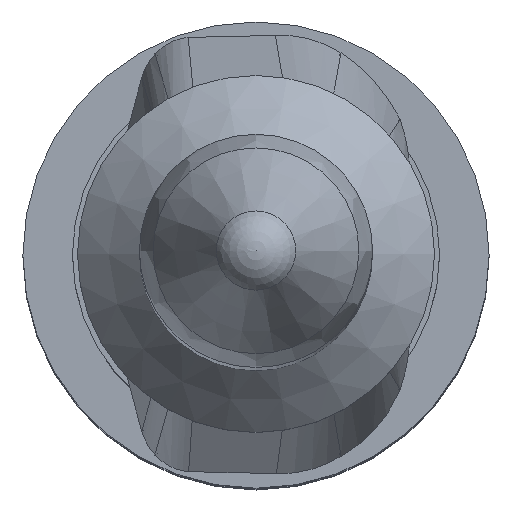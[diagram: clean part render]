
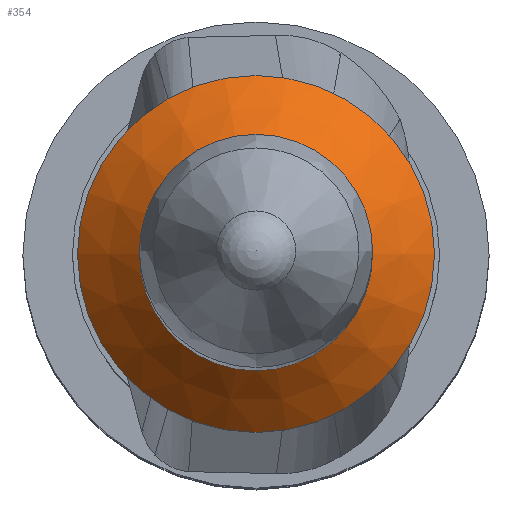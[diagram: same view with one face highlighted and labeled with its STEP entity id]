
A CAD part, top view. The second image highlights one B-rep face of the part: STEP entity #354.
In plain terms, the highlighted conical face has half-angle 45 degrees and reference radius 1.012 mm.
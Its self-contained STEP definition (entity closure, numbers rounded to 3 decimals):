
#121=CONICAL_SURFACE('',#1191,1.013,45.);
#354=ADVANCED_FACE('',(#404,#405),#121,.T.);
#404=FACE_BOUND('',#499,.T.);
#405=FACE_BOUND('',#500,.T.);
#499=EDGE_LOOP('',(#770));
#500=EDGE_LOOP('',(#771));
#770=ORIENTED_EDGE('',*,*,#1087,.T.);
#771=ORIENTED_EDGE('',*,*,#1088,.T.);
#932=VERTEX_POINT('',#2328);
#933=VERTEX_POINT('',#2331);
#1087=EDGE_CURVE('',#932,#932,#1111,.T.);
#1088=EDGE_CURVE('',#933,#933,#1112,.T.);
#1111=CIRCLE('',#1188,0.8);
#1112=CIRCLE('',#1190,1.225);
#1188=AXIS2_PLACEMENT_3D('',#2327,#1354,#1355);
#1190=AXIS2_PLACEMENT_3D('',#2330,#1358,#1359);
#1191=AXIS2_PLACEMENT_3D('',#2332,#1360,#1361);
#1354=DIRECTION('',(0.,0.,-1.));
#1355=DIRECTION('',(-1.,0.,0.));
#1358=DIRECTION('',(0.,0.,1.));
#1359=DIRECTION('',(-1.,0.,0.));
#1360=DIRECTION('',(0.,0.,-1.));
#1361=DIRECTION('',(1.,0.,0.));
#2327=CARTESIAN_POINT('',(0.,0.,-0.934));
#2328=CARTESIAN_POINT('',(-0.8,0.,-0.934));
#2330=CARTESIAN_POINT('',(0.,0.,-1.359));
#2331=CARTESIAN_POINT('',(-1.225,0.,-1.359));
#2332=CARTESIAN_POINT('',(0.,0.,-1.147));
